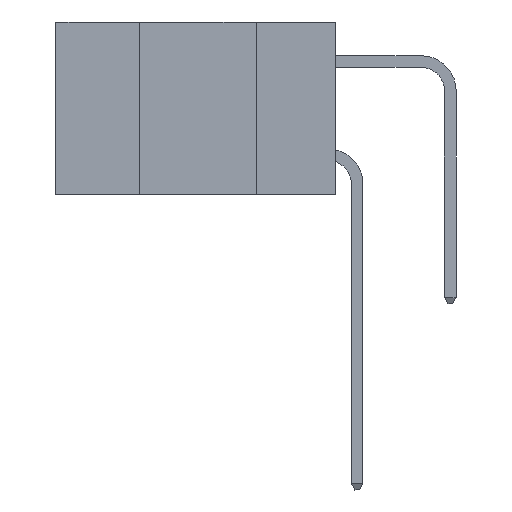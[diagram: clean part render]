
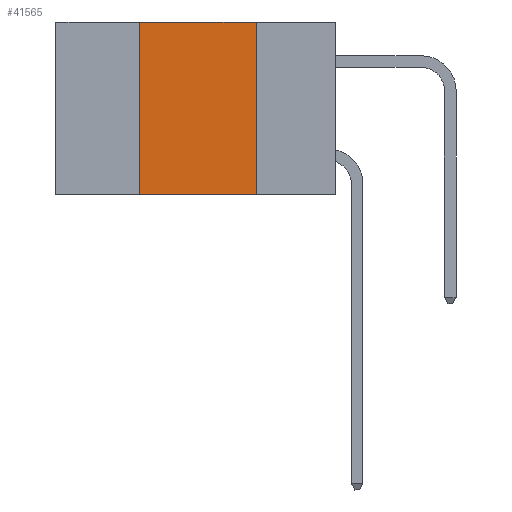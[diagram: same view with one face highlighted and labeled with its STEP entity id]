
A CAD part, left-side view. The second image highlights one B-rep face of the part: STEP entity #41565.
In plain terms, the highlighted planar face has unit normal (-1, 0, 0).
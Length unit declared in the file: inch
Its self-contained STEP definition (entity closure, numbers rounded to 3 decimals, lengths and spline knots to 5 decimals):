
#466 = VERTEX_POINT ( 'NONE', #25624 ) ;
#980 = VERTEX_POINT ( 'NONE', #21399 ) ;
#3311 = DIRECTION ( 'NONE',  ( 0., -1., 0. ) ) ;
#6135 = CARTESIAN_POINT ( 'NONE',  ( 0., 0.6, 0. ) ) ;
#7051 = VECTOR ( 'NONE', #3311, 39.37008 ) ;
#8690 = ORIENTED_EDGE ( 'NONE', *, *, #22440, .T. ) ;
#9626 = DIRECTION ( 'NONE',  ( 0., 0., -1. ) ) ;
#9930 = CARTESIAN_POINT ( 'NONE',  ( 0., 0.42, 0. ) ) ;
#11117 = DIRECTION ( 'NONE',  ( 0., 0., 1. ) ) ;
#12378 = VERTEX_POINT ( 'NONE', #22839 ) ;
#14071 = VECTOR ( 'NONE', #32357, 39.37008 ) ;
#14531 = LINE ( 'NONE', #17890, #22325 ) ;
#15723 = AXIS2_PLACEMENT_3D ( 'NONE', #6135, #29532, #9626 ) ;
#16185 = VECTOR ( 'NONE', #38730, 39.37008 ) ;
#17890 = CARTESIAN_POINT ( 'NONE',  ( 0., 0.42, 0. ) ) ;
#19657 = PLANE ( 'NONE',  #15723 ) ;
#19911 = EDGE_LOOP ( 'NONE', ( #42244, #28015, #31060, #8690 ) ) ;
#21399 = CARTESIAN_POINT ( 'NONE',  ( 0., 0.17, 0. ) ) ;
#21817 = VERTEX_POINT ( 'NONE', #9930 ) ;
#22325 = VECTOR ( 'NONE', #11117, 39.37008 ) ;
#22440 = EDGE_CURVE ( 'NONE', #466, #12378, #33641, .T. ) ;
#22669 = CARTESIAN_POINT ( 'NONE',  ( 0., 0.6, 0. ) ) ;
#22839 = CARTESIAN_POINT ( 'NONE',  ( 0., 0.17, -0.37 ) ) ;
#25624 = CARTESIAN_POINT ( 'NONE',  ( 0., 0.42, -0.37 ) ) ;
#28015 = ORIENTED_EDGE ( 'NONE', *, *, #42131, .F. ) ;
#29532 = DIRECTION ( 'NONE',  ( 1., 0., 0. ) ) ;
#31060 = ORIENTED_EDGE ( 'NONE', *, *, #33386, .F. ) ;
#31551 = LINE ( 'NONE', #22669, #14071 ) ;
#32357 = DIRECTION ( 'NONE',  ( 0., -1., 0. ) ) ;
#33386 = EDGE_CURVE ( 'NONE', #466, #21817, #14531, .T. ) ;
#33641 = LINE ( 'NONE', #43069, #7051 ) ;
#33653 = FACE_OUTER_BOUND ( 'NONE', #19911, .T. ) ;
#35495 = CARTESIAN_POINT ( 'NONE',  ( 0., 0.17, 0. ) ) ;
#38730 = DIRECTION ( 'NONE',  ( 0., 0., -1. ) ) ;
#41565 = ADVANCED_FACE ( 'NONE', ( #33653 ), #19657, .F. ) ;
#42074 = EDGE_CURVE ( 'NONE', #980, #12378, #42247, .T. ) ;
#42131 = EDGE_CURVE ( 'NONE', #21817, #980, #31551, .T. ) ;
#42244 = ORIENTED_EDGE ( 'NONE', *, *, #42074, .F. ) ;
#42247 = LINE ( 'NONE', #35495, #16185 ) ;
#43069 = CARTESIAN_POINT ( 'NONE',  ( 0., 0.6, -0.37 ) ) ;
